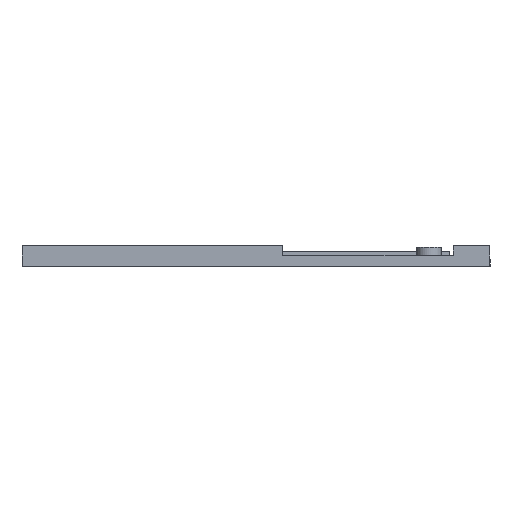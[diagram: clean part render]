
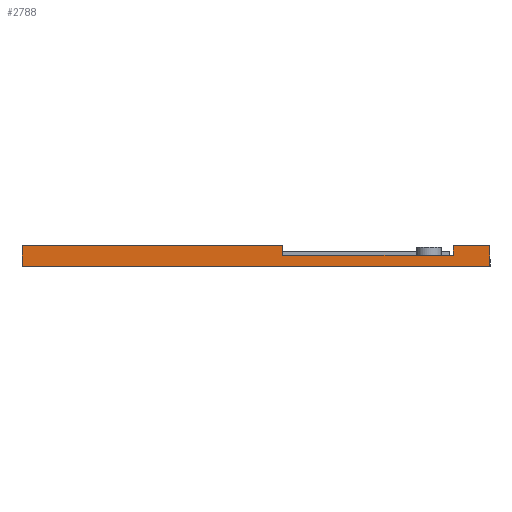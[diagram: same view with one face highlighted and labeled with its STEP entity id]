
A CAD part, left-side view. The second image highlights one B-rep face of the part: STEP entity #2788.
In plain terms, the highlighted planar face has unit normal (-1, 0, 0).
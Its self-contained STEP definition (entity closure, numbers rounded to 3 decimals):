
#128 = PLANE('',#129);
#129 = AXIS2_PLACEMENT_3D('',#130,#131,#132);
#130 = CARTESIAN_POINT('',(0.,0.,5.));
#131 = DIRECTION('',(-0.,-1.,-0.));
#132 = DIRECTION('',(0.,0.,-1.));
#944 = PLANE('',#945);
#945 = AXIS2_PLACEMENT_3D('',#946,#947,#948);
#946 = CARTESIAN_POINT('',(-1.,9.,5.));
#947 = DIRECTION('',(0.,1.,0.));
#948 = DIRECTION('',(0.,0.,-1.));
#972 = PLANE('',#973);
#973 = AXIS2_PLACEMENT_3D('',#974,#975,#976);
#974 = CARTESIAN_POINT('',(-1.,9.,2.7));
#975 = DIRECTION('',(0.,0.,1.));
#976 = DIRECTION('',(0.,1.,0.));
#1000 = PLANE('',#1001);
#1001 = AXIS2_PLACEMENT_3D('',#1002,#1003,#1004);
#1002 = CARTESIAN_POINT('',(-1.,51.,2.7));
#1003 = DIRECTION('',(0.,-1.,0.));
#1004 = DIRECTION('',(0.,0.,1.));
#1115 = VERTEX_POINT('',#1116);
#1116 = CARTESIAN_POINT('',(-1.,0.,5.));
#1130 = PLANE('',#1131);
#1131 = AXIS2_PLACEMENT_3D('',#1132,#1133,#1134);
#1132 = CARTESIAN_POINT('',(0.,115.,5.));
#1133 = DIRECTION('',(0.,0.,1.));
#1134 = DIRECTION('',(0.,-1.,0.));
#1142 = EDGE_CURVE('',#1115,#1143,#1145,.T.);
#1143 = VERTEX_POINT('',#1144);
#1144 = CARTESIAN_POINT('',(-1.,0.,0.));
#1145 = SURFACE_CURVE('',#1146,(#1150,#1157),.PCURVE_S1.);
#1146 = LINE('',#1147,#1148);
#1147 = CARTESIAN_POINT('',(-1.,0.,5.));
#1148 = VECTOR('',#1149,1.);
#1149 = DIRECTION('',(0.,0.,-1.));
#1150 = PCURVE('',#128,#1151);
#1151 = DEFINITIONAL_REPRESENTATION('',(#1152),#1156);
#1152 = LINE('',#1153,#1154);
#1153 = CARTESIAN_POINT('',(0.,-1.));
#1154 = VECTOR('',#1155,1.);
#1155 = DIRECTION('',(1.,0.));
#1156 = ( GEOMETRIC_REPRESENTATION_CONTEXT(2) 
PARAMETRIC_REPRESENTATION_CONTEXT() REPRESENTATION_CONTEXT('2D SPACE',''
  ) );
#1157 = PCURVE('',#1158,#1163);
#1158 = PLANE('',#1159);
#1159 = AXIS2_PLACEMENT_3D('',#1160,#1161,#1162);
#1160 = CARTESIAN_POINT('',(-1.,57.5,2.5));
#1161 = DIRECTION('',(1.,0.,0.));
#1162 = DIRECTION('',(0.,0.,1.));
#1163 = DEFINITIONAL_REPRESENTATION('',(#1164),#1168);
#1164 = LINE('',#1165,#1166);
#1165 = CARTESIAN_POINT('',(2.5,57.5));
#1166 = VECTOR('',#1167,1.);
#1167 = DIRECTION('',(-1.,0.));
#1168 = ( GEOMETRIC_REPRESENTATION_CONTEXT(2) 
PARAMETRIC_REPRESENTATION_CONTEXT() REPRESENTATION_CONTEXT('2D SPACE',''
  ) );
#1184 = PLANE('',#1185);
#1185 = AXIS2_PLACEMENT_3D('',#1186,#1187,#1188);
#1186 = CARTESIAN_POINT('',(0.,0.,0.));
#1187 = DIRECTION('',(0.,0.,-1.));
#1188 = DIRECTION('',(0.,1.,0.));
#1408 = PLANE('',#1409);
#1409 = AXIS2_PLACEMENT_3D('',#1410,#1411,#1412);
#1410 = CARTESIAN_POINT('',(0.,115.,0.));
#1411 = DIRECTION('',(0.,1.,0.));
#1412 = DIRECTION('',(0.,0.,1.));
#2509 = PLANE('',#2510);
#2510 = AXIS2_PLACEMENT_3D('',#2511,#2512,#2513);
#2511 = CARTESIAN_POINT('',(0.,115.,5.));
#2512 = DIRECTION('',(0.,0.,1.));
#2513 = DIRECTION('',(0.,-1.,0.));
#2545 = EDGE_CURVE('',#2546,#2548,#2550,.T.);
#2546 = VERTEX_POINT('',#2547);
#2547 = CARTESIAN_POINT('',(-1.,51.,2.7));
#2548 = VERTEX_POINT('',#2549);
#2549 = CARTESIAN_POINT('',(-1.,51.,5.));
#2550 = SURFACE_CURVE('',#2551,(#2555,#2562),.PCURVE_S1.);
#2551 = LINE('',#2552,#2553);
#2552 = CARTESIAN_POINT('',(-1.,51.,2.7));
#2553 = VECTOR('',#2554,1.);
#2554 = DIRECTION('',(0.,0.,1.));
#2555 = PCURVE('',#1000,#2556);
#2556 = DEFINITIONAL_REPRESENTATION('',(#2557),#2561);
#2557 = LINE('',#2558,#2559);
#2558 = CARTESIAN_POINT('',(0.,0.));
#2559 = VECTOR('',#2560,1.);
#2560 = DIRECTION('',(1.,0.));
#2561 = ( GEOMETRIC_REPRESENTATION_CONTEXT(2) 
PARAMETRIC_REPRESENTATION_CONTEXT() REPRESENTATION_CONTEXT('2D SPACE',''
  ) );
#2562 = PCURVE('',#1158,#2563);
#2563 = DEFINITIONAL_REPRESENTATION('',(#2564),#2568);
#2564 = LINE('',#2565,#2566);
#2565 = CARTESIAN_POINT('',(0.2,6.5));
#2566 = VECTOR('',#2567,1.);
#2567 = DIRECTION('',(1.,0.));
#2568 = ( GEOMETRIC_REPRESENTATION_CONTEXT(2) 
PARAMETRIC_REPRESENTATION_CONTEXT() REPRESENTATION_CONTEXT('2D SPACE',''
  ) );
#2617 = EDGE_CURVE('',#2618,#2546,#2620,.T.);
#2618 = VERTEX_POINT('',#2619);
#2619 = CARTESIAN_POINT('',(-1.,9.,2.7));
#2620 = SURFACE_CURVE('',#2621,(#2625,#2632),.PCURVE_S1.);
#2621 = LINE('',#2622,#2623);
#2622 = CARTESIAN_POINT('',(-1.,9.,2.7));
#2623 = VECTOR('',#2624,1.);
#2624 = DIRECTION('',(0.,1.,0.));
#2625 = PCURVE('',#972,#2626);
#2626 = DEFINITIONAL_REPRESENTATION('',(#2627),#2631);
#2627 = LINE('',#2628,#2629);
#2628 = CARTESIAN_POINT('',(0.,0.));
#2629 = VECTOR('',#2630,1.);
#2630 = DIRECTION('',(1.,0.));
#2631 = ( GEOMETRIC_REPRESENTATION_CONTEXT(2) 
PARAMETRIC_REPRESENTATION_CONTEXT() REPRESENTATION_CONTEXT('2D SPACE',''
  ) );
#2632 = PCURVE('',#1158,#2633);
#2633 = DEFINITIONAL_REPRESENTATION('',(#2634),#2638);
#2634 = LINE('',#2635,#2636);
#2635 = CARTESIAN_POINT('',(0.2,48.5));
#2636 = VECTOR('',#2637,1.);
#2637 = DIRECTION('',(0.,-1.));
#2638 = ( GEOMETRIC_REPRESENTATION_CONTEXT(2) 
PARAMETRIC_REPRESENTATION_CONTEXT() REPRESENTATION_CONTEXT('2D SPACE',''
  ) );
#2666 = EDGE_CURVE('',#2667,#2618,#2669,.T.);
#2667 = VERTEX_POINT('',#2668);
#2668 = CARTESIAN_POINT('',(-1.,9.,5.));
#2669 = SURFACE_CURVE('',#2670,(#2674,#2681),.PCURVE_S1.);
#2670 = LINE('',#2671,#2672);
#2671 = CARTESIAN_POINT('',(-1.,9.,5.));
#2672 = VECTOR('',#2673,1.);
#2673 = DIRECTION('',(0.,0.,-1.));
#2674 = PCURVE('',#944,#2675);
#2675 = DEFINITIONAL_REPRESENTATION('',(#2676),#2680);
#2676 = LINE('',#2677,#2678);
#2677 = CARTESIAN_POINT('',(0.,0.));
#2678 = VECTOR('',#2679,1.);
#2679 = DIRECTION('',(1.,0.));
#2680 = ( GEOMETRIC_REPRESENTATION_CONTEXT(2) 
PARAMETRIC_REPRESENTATION_CONTEXT() REPRESENTATION_CONTEXT('2D SPACE',''
  ) );
#2681 = PCURVE('',#1158,#2682);
#2682 = DEFINITIONAL_REPRESENTATION('',(#2683),#2687);
#2683 = LINE('',#2684,#2685);
#2684 = CARTESIAN_POINT('',(2.5,48.5));
#2685 = VECTOR('',#2686,1.);
#2686 = DIRECTION('',(-1.,0.));
#2687 = ( GEOMETRIC_REPRESENTATION_CONTEXT(2) 
PARAMETRIC_REPRESENTATION_CONTEXT() REPRESENTATION_CONTEXT('2D SPACE',''
  ) );
#2767 = EDGE_CURVE('',#2667,#1115,#2768,.T.);
#2768 = SURFACE_CURVE('',#2769,(#2773,#2780),.PCURVE_S1.);
#2769 = LINE('',#2770,#2771);
#2770 = CARTESIAN_POINT('',(-1.,115.,5.));
#2771 = VECTOR('',#2772,1.);
#2772 = DIRECTION('',(0.,-1.,0.));
#2773 = PCURVE('',#1130,#2774);
#2774 = DEFINITIONAL_REPRESENTATION('',(#2775),#2779);
#2775 = LINE('',#2776,#2777);
#2776 = CARTESIAN_POINT('',(0.,-1.));
#2777 = VECTOR('',#2778,1.);
#2778 = DIRECTION('',(1.,0.));
#2779 = ( GEOMETRIC_REPRESENTATION_CONTEXT(2) 
PARAMETRIC_REPRESENTATION_CONTEXT() REPRESENTATION_CONTEXT('2D SPACE',''
  ) );
#2780 = PCURVE('',#1158,#2781);
#2781 = DEFINITIONAL_REPRESENTATION('',(#2782),#2786);
#2782 = LINE('',#2783,#2784);
#2783 = CARTESIAN_POINT('',(2.5,-57.5));
#2784 = VECTOR('',#2785,1.);
#2785 = DIRECTION('',(0.,1.));
#2786 = ( GEOMETRIC_REPRESENTATION_CONTEXT(2) 
PARAMETRIC_REPRESENTATION_CONTEXT() REPRESENTATION_CONTEXT('2D SPACE',''
  ) );
#2788 = ADVANCED_FACE('',(#2789),#1158,.F.);
#2789 = FACE_BOUND('',#2790,.F.);
#2790 = EDGE_LOOP('',(#2791,#2816,#2837,#2838,#2839,#2840,#2841,#2842));
#2791 = ORIENTED_EDGE('',*,*,#2792,.T.);
#2792 = EDGE_CURVE('',#2793,#2795,#2797,.T.);
#2793 = VERTEX_POINT('',#2794);
#2794 = CARTESIAN_POINT('',(-1.,115.,0.));
#2795 = VERTEX_POINT('',#2796);
#2796 = CARTESIAN_POINT('',(-1.,115.,5.));
#2797 = SURFACE_CURVE('',#2798,(#2802,#2809),.PCURVE_S1.);
#2798 = LINE('',#2799,#2800);
#2799 = CARTESIAN_POINT('',(-1.,115.,0.));
#2800 = VECTOR('',#2801,1.);
#2801 = DIRECTION('',(0.,0.,1.));
#2802 = PCURVE('',#1158,#2803);
#2803 = DEFINITIONAL_REPRESENTATION('',(#2804),#2808);
#2804 = LINE('',#2805,#2806);
#2805 = CARTESIAN_POINT('',(-2.5,-57.5));
#2806 = VECTOR('',#2807,1.);
#2807 = DIRECTION('',(1.,0.));
#2808 = ( GEOMETRIC_REPRESENTATION_CONTEXT(2) 
PARAMETRIC_REPRESENTATION_CONTEXT() REPRESENTATION_CONTEXT('2D SPACE',''
  ) );
#2809 = PCURVE('',#1408,#2810);
#2810 = DEFINITIONAL_REPRESENTATION('',(#2811),#2815);
#2811 = LINE('',#2812,#2813);
#2812 = CARTESIAN_POINT('',(0.,-1.));
#2813 = VECTOR('',#2814,1.);
#2814 = DIRECTION('',(1.,0.));
#2815 = ( GEOMETRIC_REPRESENTATION_CONTEXT(2) 
PARAMETRIC_REPRESENTATION_CONTEXT() REPRESENTATION_CONTEXT('2D SPACE',''
  ) );
#2816 = ORIENTED_EDGE('',*,*,#2817,.T.);
#2817 = EDGE_CURVE('',#2795,#2548,#2818,.T.);
#2818 = SURFACE_CURVE('',#2819,(#2823,#2830),.PCURVE_S1.);
#2819 = LINE('',#2820,#2821);
#2820 = CARTESIAN_POINT('',(-1.,115.,5.));
#2821 = VECTOR('',#2822,1.);
#2822 = DIRECTION('',(0.,-1.,0.));
#2823 = PCURVE('',#1158,#2824);
#2824 = DEFINITIONAL_REPRESENTATION('',(#2825),#2829);
#2825 = LINE('',#2826,#2827);
#2826 = CARTESIAN_POINT('',(2.5,-57.5));
#2827 = VECTOR('',#2828,1.);
#2828 = DIRECTION('',(0.,1.));
#2829 = ( GEOMETRIC_REPRESENTATION_CONTEXT(2) 
PARAMETRIC_REPRESENTATION_CONTEXT() REPRESENTATION_CONTEXT('2D SPACE',''
  ) );
#2830 = PCURVE('',#2509,#2831);
#2831 = DEFINITIONAL_REPRESENTATION('',(#2832),#2836);
#2832 = LINE('',#2833,#2834);
#2833 = CARTESIAN_POINT('',(0.,-1.));
#2834 = VECTOR('',#2835,1.);
#2835 = DIRECTION('',(1.,0.));
#2836 = ( GEOMETRIC_REPRESENTATION_CONTEXT(2) 
PARAMETRIC_REPRESENTATION_CONTEXT() REPRESENTATION_CONTEXT('2D SPACE',''
  ) );
#2837 = ORIENTED_EDGE('',*,*,#2545,.F.);
#2838 = ORIENTED_EDGE('',*,*,#2617,.F.);
#2839 = ORIENTED_EDGE('',*,*,#2666,.F.);
#2840 = ORIENTED_EDGE('',*,*,#2767,.T.);
#2841 = ORIENTED_EDGE('',*,*,#1142,.T.);
#2842 = ORIENTED_EDGE('',*,*,#2843,.T.);
#2843 = EDGE_CURVE('',#1143,#2793,#2844,.T.);
#2844 = SURFACE_CURVE('',#2845,(#2849,#2856),.PCURVE_S1.);
#2845 = LINE('',#2846,#2847);
#2846 = CARTESIAN_POINT('',(-1.,0.,0.));
#2847 = VECTOR('',#2848,1.);
#2848 = DIRECTION('',(0.,1.,0.));
#2849 = PCURVE('',#1158,#2850);
#2850 = DEFINITIONAL_REPRESENTATION('',(#2851),#2855);
#2851 = LINE('',#2852,#2853);
#2852 = CARTESIAN_POINT('',(-2.5,57.5));
#2853 = VECTOR('',#2854,1.);
#2854 = DIRECTION('',(0.,-1.));
#2855 = ( GEOMETRIC_REPRESENTATION_CONTEXT(2) 
PARAMETRIC_REPRESENTATION_CONTEXT() REPRESENTATION_CONTEXT('2D SPACE',''
  ) );
#2856 = PCURVE('',#1184,#2857);
#2857 = DEFINITIONAL_REPRESENTATION('',(#2858),#2862);
#2858 = LINE('',#2859,#2860);
#2859 = CARTESIAN_POINT('',(0.,-1.));
#2860 = VECTOR('',#2861,1.);
#2861 = DIRECTION('',(1.,0.));
#2862 = ( GEOMETRIC_REPRESENTATION_CONTEXT(2) 
PARAMETRIC_REPRESENTATION_CONTEXT() REPRESENTATION_CONTEXT('2D SPACE',''
  ) );
